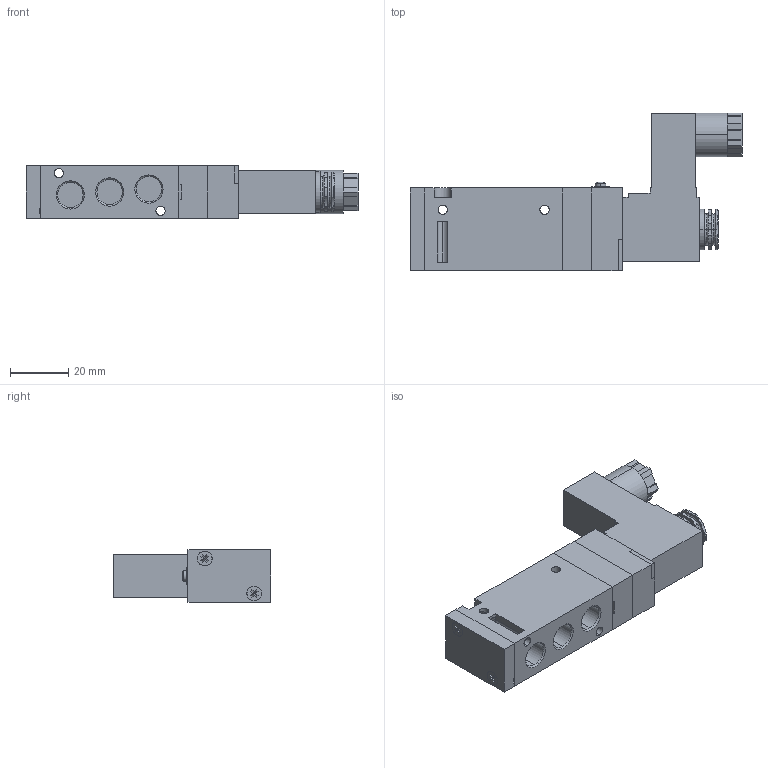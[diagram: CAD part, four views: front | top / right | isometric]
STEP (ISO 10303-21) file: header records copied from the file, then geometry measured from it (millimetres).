
FILE_DESCRIPTION (( 'STEP AP203' ), '1' );
FILE_NAME ('SF2101-IP-SC1-CD1.STEP', '2016-01-04T11:02:14', ( 'yrd8' ), ( '' ), 'SwSTEP 2.0', 'SolidWorks 2008', '' );
FILE_SCHEMA (( 'CONFIG_CONTROL_DESIGN' ));
Length unit declared in the file: millimetre
Products named in the file (6): SF2101-IP-SC1-CD1; SF2000 BODY COVER_ル遽; SF2000 BODY_ル遽; SF2000 PILOT_ル遽; SF2000 SEMY_ル遽; CN1_ル遽
Assembly tree (5 placements, depth 2):
  SF2101-IP-SC1-CD1
    CN1_ル遽
    SF2000 BODY_ル遽
    SF2000 BODY COVER_ル遽
    SF2000 PILOT_ル遽
    SF2000 SEMY_ル遽
Bounding box: 114.1 x 54.25 x 18 mm (x, y, z)
Volume: 50876.2 mm3; surface area: 22727.5 mm2
Topology: 8 solids, 8 shells, 482 faces, 1236 edges, 803 vertices
Faces by surface type: plane 280, cylinder 162, cone 28, torus 10, bspline 2
Entity records: 16339 total; most frequent: CARTESIAN_POINT 3996, ORIENTED_EDGE 2472, DIRECTION 2400, EDGE_CURVE 1236, VERTEX_POINT 803, LINE 800, VECTOR 800, AXIS2_PLACEMENT_3D 800
